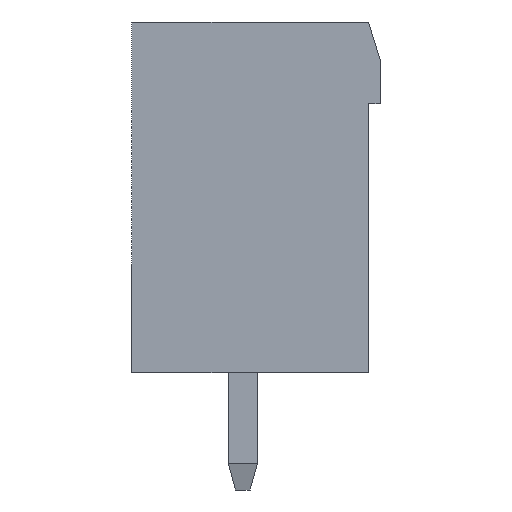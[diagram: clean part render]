
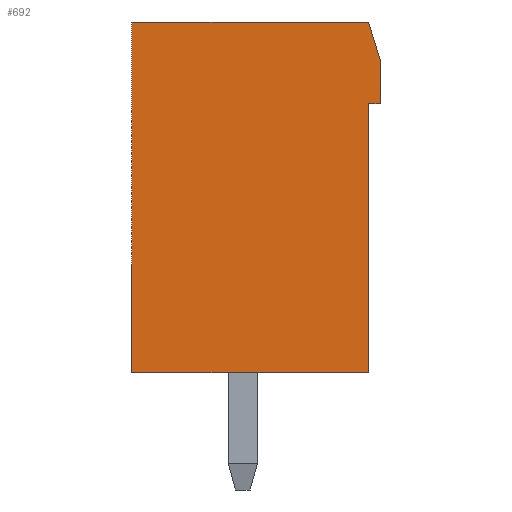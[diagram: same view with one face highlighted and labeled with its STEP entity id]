
A CAD part, left-side view. The second image highlights one B-rep face of the part: STEP entity #692.
In plain terms, the highlighted planar face has unit normal (-1, 0, 0).
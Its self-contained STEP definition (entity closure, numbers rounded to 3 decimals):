
#692 = ADVANCED_FACE( '', ( #1667 ), #1668, .T. );
#1667 = FACE_OUTER_BOUND( '', #3004, .T. );
#1668 = PLANE( '', #3005 );
#3004 = EDGE_LOOP( '', ( #4632, #4633, #4634, #4635, #4636, #4637, #4638 ) );
#3005 = AXIS2_PLACEMENT_3D( '', #4639, #4640, #4641 );
#4632 = ORIENTED_EDGE( '', *, *, #8551, .T. );
#4633 = ORIENTED_EDGE( '', *, *, #8552, .T. );
#4634 = ORIENTED_EDGE( '', *, *, #8553, .T. );
#4635 = ORIENTED_EDGE( '', *, *, #8554, .T. );
#4636 = ORIENTED_EDGE( '', *, *, #8555, .T. );
#4637 = ORIENTED_EDGE( '', *, *, #8556, .T. );
#4638 = ORIENTED_EDGE( '', *, *, #8557, .T. );
#4639 = CARTESIAN_POINT( '', ( -31.48, 0., 0. ) );
#4640 = DIRECTION( '', ( -1., 0., 0. ) );
#4641 = DIRECTION( '', ( 0., 0., 1. ) );
#8551 = EDGE_CURVE( '', #10391, #10392, #10393, .T. );
#8552 = EDGE_CURVE( '', #10392, #10394, #10395, .T. );
#8553 = EDGE_CURVE( '', #10394, #10396, #10397, .T. );
#8554 = EDGE_CURVE( '', #10396, #10398, #10399, .T. );
#8555 = EDGE_CURVE( '', #10398, #10400, #10401, .T. );
#8556 = EDGE_CURVE( '', #10400, #10402, #10403, .T. );
#8557 = EDGE_CURVE( '', #10402, #10391, #10404, .T. );
#10391 = VERTEX_POINT( '', #13026 );
#10392 = VERTEX_POINT( '', #13027 );
#10393 = LINE( '', #13028, #13029 );
#10394 = VERTEX_POINT( '', #13030 );
#10395 = LINE( '', #13031, #13032 );
#10396 = VERTEX_POINT( '', #13033 );
#10397 = LINE( '', #13034, #13035 );
#10398 = VERTEX_POINT( '', #13036 );
#10399 = LINE( '', #13037, #13038 );
#10400 = VERTEX_POINT( '', #13039 );
#10401 = LINE( '', #13040, #13041 );
#10402 = VERTEX_POINT( '', #13042 );
#10403 = LINE( '', #13043, #13044 );
#10404 = LINE( '', #13045, #13046 );
#13026 = CARTESIAN_POINT( '', ( -31.48, -4.45, 4.7 ) );
#13027 = CARTESIAN_POINT( '', ( -31.48, -4.05, 6. ) );
#13028 = CARTESIAN_POINT( '', ( -31.48, -4.45, 4.7 ) );
#13029 = VECTOR( '', #16108, 1000. );
#13030 = CARTESIAN_POINT( '', ( -31.48, 4.05, 6. ) );
#13031 = CARTESIAN_POINT( '', ( -31.48, -4.05, 6. ) );
#13032 = VECTOR( '', #16109, 1000. );
#13033 = CARTESIAN_POINT( '', ( -31.48, 4.05, -6. ) );
#13034 = CARTESIAN_POINT( '', ( -31.48, 4.05, 6. ) );
#13035 = VECTOR( '', #16110, 1000. );
#13036 = CARTESIAN_POINT( '', ( -31.48, -4.05, -6. ) );
#13037 = CARTESIAN_POINT( '', ( -31.48, 4.05, -6. ) );
#13038 = VECTOR( '', #16111, 1000. );
#13039 = CARTESIAN_POINT( '', ( -31.48, -4.05, 3.2 ) );
#13040 = CARTESIAN_POINT( '', ( -31.48, -4.05, -6. ) );
#13041 = VECTOR( '', #16112, 1000. );
#13042 = CARTESIAN_POINT( '', ( -31.48, -4.45, 3.2 ) );
#13043 = CARTESIAN_POINT( '', ( -31.48, -4.05, 3.2 ) );
#13044 = VECTOR( '', #16113, 1000. );
#13045 = CARTESIAN_POINT( '', ( -31.48, -4.45, 3.2 ) );
#13046 = VECTOR( '', #16114, 1000. );
#16108 = DIRECTION( '', ( 0., 0.294, 0.956 ) );
#16109 = DIRECTION( '', ( 0., 1., 0. ) );
#16110 = DIRECTION( '', ( 0., 0., -1. ) );
#16111 = DIRECTION( '', ( 0., -1., 0. ) );
#16112 = DIRECTION( '', ( 0., 0., 1. ) );
#16113 = DIRECTION( '', ( 0., -1., 0. ) );
#16114 = DIRECTION( '', ( 0., 0., 1. ) );
